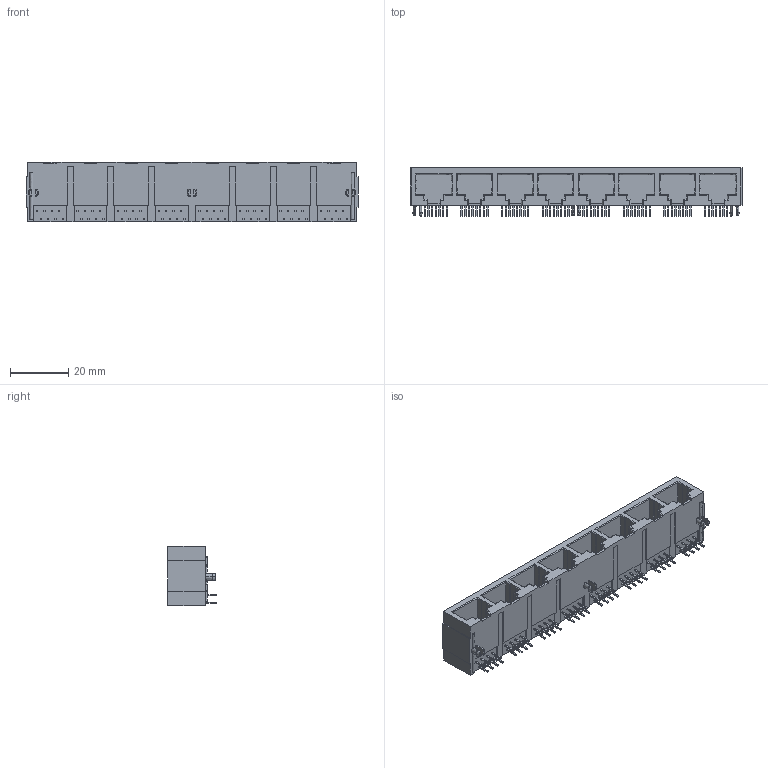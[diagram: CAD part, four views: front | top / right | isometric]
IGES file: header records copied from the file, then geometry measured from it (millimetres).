
Start section: SolidWorks IGES file using analytic representation for surfaces
Global section: file name: GSGX-N-8-88_A.IGS; native system: SolidWorks 2020; preprocessor: SolidWorks 2020; author: Dan; date: 200324.132033; units: millimetre
Bounding box: 114.3 x 16.75 x 20.57 mm (x, y, z)
Surface area: 12827 mm2 (no closed solid volume)
Topology: 0 solids, 0 shells, 736 faces, 4596 edges, 4596 vertices
Faces by surface type: bspline 614, revolution 122
